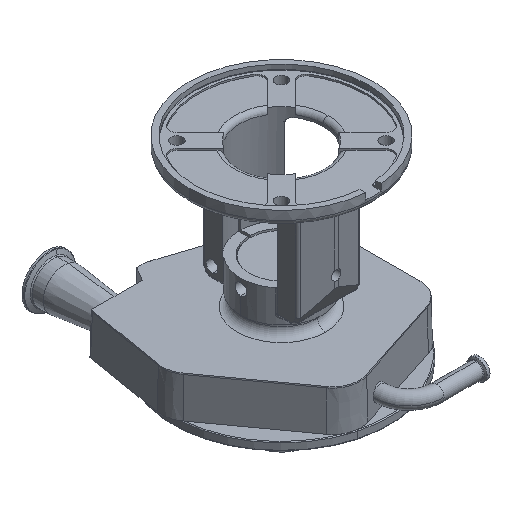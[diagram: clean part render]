
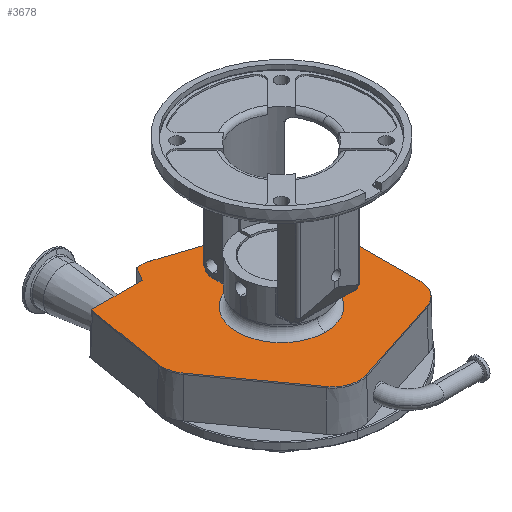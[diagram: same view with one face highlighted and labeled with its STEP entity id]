
A CAD part, isometric view. The second image highlights one B-rep face of the part: STEP entity #3678.
In plain terms, the highlighted planar face has unit normal (0, 0, 1).
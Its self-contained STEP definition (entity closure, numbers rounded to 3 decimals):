
#63 = CARTESIAN_POINT ( 'NONE',  ( 90.819, 90.363, -189. ) ) ;
#229 = CARTESIAN_POINT ( 'NONE',  ( 114.005, -58.286, -189. ) ) ;
#289 = DIRECTION ( 'NONE',  ( 0.95, -0.312, 0. ) ) ;
#295 = CIRCLE ( 'NONE', #3091, 33.406 ) ;
#377 = FACE_OUTER_BOUND ( 'NONE', #13241, .T. ) ;
#379 = DIRECTION ( 'NONE',  ( 0., -1., 0. ) ) ;
#670 = ORIENTED_EDGE ( 'NONE', *, *, #12461, .F. ) ;
#713 = ORIENTED_EDGE ( 'NONE', *, *, #10705, .F. ) ;
#776 = CARTESIAN_POINT ( 'NONE',  ( -144.448, -21.005, -189. ) ) ;
#1429 = ORIENTED_EDGE ( 'NONE', *, *, #11340, .F. ) ;
#1520 = VERTEX_POINT ( 'NONE', #10205 ) ;
#1651 = CARTESIAN_POINT ( 'NONE',  ( 0., -55., -189. ) ) ;
#2081 = VECTOR ( 'NONE', #9007, 1000. ) ;
#2422 = CARTESIAN_POINT ( 'NONE',  ( 80.599, -58.344, -189. ) ) ;
#2740 = ORIENTED_EDGE ( 'NONE', *, *, #2888, .F. ) ;
#2743 = DIRECTION ( 'NONE',  ( 0., -1., 0. ) ) ;
#2888 = EDGE_CURVE ( 'NONE', #9344, #10347, #10236, .T. ) ;
#3082 = DIRECTION ( 'NONE',  ( 0., -1., 0. ) ) ;
#3091 = AXIS2_PLACEMENT_3D ( 'NONE', #10279, #8160, #5973 ) ;
#3200 = VERTEX_POINT ( 'NONE', #7147 ) ;
#3424 = VERTEX_POINT ( 'NONE', #5281 ) ;
#3550 = CIRCLE ( 'NONE', #13425, 33.406 ) ;
#3643 = VERTEX_POINT ( 'NONE', #3870 ) ;
#3648 = VECTOR ( 'NONE', #11084, 1000. ) ;
#3678 = ADVANCED_FACE ( 'NONE', ( #11114, #377 ), #8842, .T. ) ;
#3685 = ORIENTED_EDGE ( 'NONE', *, *, #9062, .F. ) ;
#3870 = CARTESIAN_POINT ( 'NONE',  ( -139.035, 8.87, -189. ) ) ;
#3915 = CIRCLE ( 'NONE', #14260, 55. ) ;
#3974 = EDGE_CURVE ( 'NONE', #1520, #4534, #9456, .T. ) ;
#4232 = EDGE_CURVE ( 'NONE', #9120, #7318, #6974, .T. ) ;
#4239 = VERTEX_POINT ( 'NONE', #63 ) ;
#4301 = VERTEX_POINT ( 'NONE', #6306 ) ;
#4377 = DIRECTION ( 'NONE',  ( 0., 0., -1. ) ) ;
#4419 = VECTOR ( 'NONE', #13443, 1000. ) ;
#4534 = VERTEX_POINT ( 'NONE', #11490 ) ;
#4610 = DIRECTION ( 'NONE',  ( 0., -1., 0. ) ) ;
#4632 = LINE ( 'NONE', #229, #3648 ) ;
#4645 = CARTESIAN_POINT ( 'NONE',  ( 90.922, -90.115, -189. ) ) ;
#4856 = EDGE_CURVE ( 'NONE', #9344, #1520, #8935, .T. ) ;
#4951 = ORIENTED_EDGE ( 'NONE', *, *, #5742, .F. ) ;
#5025 = AXIS2_PLACEMENT_3D ( 'NONE', #5169, #5237, #2743 ) ;
#5169 = CARTESIAN_POINT ( 'NONE',  ( -30.912, -94.576, -189. ) ) ;
#5237 = DIRECTION ( 'NONE',  ( 0., 0., -1. ) ) ;
#5252 = VERTEX_POINT ( 'NONE', #11023 ) ;
#5281 = CARTESIAN_POINT ( 'NONE',  ( -132.709, -10.69, -189. ) ) ;
#5316 = CARTESIAN_POINT ( 'NONE',  ( 0., 0., -189. ) ) ;
#5327 = VECTOR ( 'NONE', #7522, 1000. ) ;
#5486 = CARTESIAN_POINT ( 'NONE',  ( 0., 175., -189. ) ) ;
#5579 = AXIS2_PLACEMENT_3D ( 'NONE', #5486, #12591, #8232 ) ;
#5733 = CIRCLE ( 'NONE', #5025, 33.406 ) ;
#5742 = EDGE_CURVE ( 'NONE', #10347, #4239, #6029, .T. ) ;
#5778 = ORIENTED_EDGE ( 'NONE', *, *, #4856, .T. ) ;
#5973 = DIRECTION ( 'NONE',  ( 0., -1., 0. ) ) ;
#5999 = EDGE_LOOP ( 'NONE', ( #3685, #8409 ) ) ;
#6029 = LINE ( 'NONE', #10330, #11783 ) ;
#6306 = CARTESIAN_POINT ( 'NONE',  ( -57.994, -114.136, -189. ) ) ;
#6519 = AXIS2_PLACEMENT_3D ( 'NONE', #11459, #7219, #6998 ) ;
#6838 = CARTESIAN_POINT ( 'NONE',  ( -105.628, 8.87, -189. ) ) ;
#6974 = LINE ( 'NONE', #13517, #4419 ) ;
#6998 = DIRECTION ( 'NONE',  ( 0., -1., 0. ) ) ;
#7147 = CARTESIAN_POINT ( 'NONE',  ( 0., 55., -189. ) ) ;
#7182 = AXIS2_PLACEMENT_3D ( 'NONE', #11032, #4377, #12089 ) ;
#7219 = DIRECTION ( 'NONE',  ( 0., 0., -1. ) ) ;
#7318 = VERTEX_POINT ( 'NONE', #10534 ) ;
#7414 = VERTEX_POINT ( 'NONE', #1651 ) ;
#7522 = DIRECTION ( 'NONE',  ( -0.586, 0.811, 0. ) ) ;
#7568 = AXIS2_PLACEMENT_3D ( 'NONE', #2422, #8234, #379 ) ;
#7752 = CIRCLE ( 'NONE', #10771, 55. ) ;
#7919 = VERTEX_POINT ( 'NONE', #12824 ) ;
#8109 = EDGE_CURVE ( 'NONE', #3643, #5252, #11129, .T. ) ;
#8160 = DIRECTION ( 'NONE',  ( 0., 0., -1. ) ) ;
#8198 = DIRECTION ( 'NONE',  ( 0., 0., 1. ) ) ;
#8232 = DIRECTION ( 'NONE',  ( 0., -1., 0. ) ) ;
#8234 = DIRECTION ( 'NONE',  ( 0., 0., -1. ) ) ;
#8361 = CIRCLE ( 'NONE', #6519, 4.77 ) ;
#8409 = ORIENTED_EDGE ( 'NONE', *, *, #9831, .F. ) ;
#8555 = EDGE_CURVE ( 'NONE', #9445, #7919, #4632, .T. ) ;
#8842 = PLANE ( 'NONE',  #5579 ) ;
#8935 = LINE ( 'NONE', #11068, #2081 ) ;
#9007 = DIRECTION ( 'NONE',  ( -0.5, -0.866, 0. ) ) ;
#9062 = EDGE_CURVE ( 'NONE', #7414, #3200, #3915, .T. ) ;
#9120 = VERTEX_POINT ( 'NONE', #4645 ) ;
#9344 = VERTEX_POINT ( 'NONE', #12361 ) ;
#9370 = DIRECTION ( 'NONE',  ( 0., -1., 0. ) ) ;
#9405 = EDGE_CURVE ( 'NONE', #10270, #4534, #8361, .T. ) ;
#9445 = VERTEX_POINT ( 'NONE', #12872 ) ;
#9456 = LINE ( 'NONE', #11600, #14535 ) ;
#9625 = CARTESIAN_POINT ( 'NONE',  ( -42.176, 98.881, -189. ) ) ;
#9664 = DIRECTION ( 'NONE',  ( 0.164, 0.987, 0. ) ) ;
#9831 = EDGE_CURVE ( 'NONE', #3200, #7414, #7752, .T. ) ;
#10205 = CARTESIAN_POINT ( 'NONE',  ( -58., 115., -189. ) ) ;
#10236 = CIRCLE ( 'NONE', #14050, 33.406 ) ;
#10270 = VERTEX_POINT ( 'NONE', #13332 ) ;
#10279 = CARTESIAN_POINT ( 'NONE',  ( 80.395, 58.625, -189. ) ) ;
#10330 = CARTESIAN_POINT ( 'NONE',  ( 125.679, 78.915, -189. ) ) ;
#10347 = VERTEX_POINT ( 'NONE', #12502 ) ;
#10534 = CARTESIAN_POINT ( 'NONE',  ( -20.589, -126.348, -189. ) ) ;
#10632 = DIRECTION ( 'NONE',  ( -1., 0., 0. ) ) ;
#10705 = EDGE_CURVE ( 'NONE', #3424, #3643, #3550, .T. ) ;
#10771 = AXIS2_PLACEMENT_3D ( 'NONE', #12559, #8198, #9370 ) ;
#10880 = LINE ( 'NONE', #13120, #5327 ) ;
#11023 = CARTESIAN_POINT ( 'NONE',  ( -138.584, 14.338, -189. ) ) ;
#11032 = CARTESIAN_POINT ( 'NONE',  ( -105.628, 8.87, -189. ) ) ;
#11068 = CARTESIAN_POINT ( 'NONE',  ( -17.519, 185.115, -189. ) ) ;
#11084 = DIRECTION ( 'NONE',  ( 0.002, -1., 0. ) ) ;
#11114 = FACE_BOUND ( 'NONE', #5999, .T. ) ;
#11129 = CIRCLE ( 'NONE', #7182, 33.406 ) ;
#11340 = EDGE_CURVE ( 'NONE', #7919, #9120, #12504, .T. ) ;
#11350 = EDGE_CURVE ( 'NONE', #4239, #9445, #295, .T. ) ;
#11459 = CARTESIAN_POINT ( 'NONE',  ( -117.56, 111.911, -189. ) ) ;
#11490 = CARTESIAN_POINT ( 'NONE',  ( -121.194, 115., -189. ) ) ;
#11600 = CARTESIAN_POINT ( 'NONE',  ( 0., 115., -189. ) ) ;
#11783 = VECTOR ( 'NONE', #289, 1000. ) ;
#12081 = DIRECTION ( 'NONE',  ( 0., -1., 0. ) ) ;
#12089 = DIRECTION ( 'NONE',  ( 0., -1., 0. ) ) ;
#12361 = CARTESIAN_POINT ( 'NONE',  ( -48.352, 131.711, -189. ) ) ;
#12461 = EDGE_CURVE ( 'NONE', #7318, #4301, #5733, .T. ) ;
#12502 = CARTESIAN_POINT ( 'NONE',  ( -31.752, 130.619, -189. ) ) ;
#12504 = CIRCLE ( 'NONE', #7568, 33.406 ) ;
#12559 = CARTESIAN_POINT ( 'NONE',  ( 0., 0., -189. ) ) ;
#12591 = DIRECTION ( 'NONE',  ( 0., 0., 1. ) ) ;
#12622 = ORIENTED_EDGE ( 'NONE', *, *, #13372, .F. ) ;
#12824 = CARTESIAN_POINT ( 'NONE',  ( 114.005, -58.286, -189. ) ) ;
#12836 = EDGE_CURVE ( 'NONE', #5252, #10270, #13223, .T. ) ;
#12872 = CARTESIAN_POINT ( 'NONE',  ( 113.801, 58.683, -189. ) ) ;
#13112 = DIRECTION ( 'NONE',  ( 0., 0., -1. ) ) ;
#13120 = CARTESIAN_POINT ( 'NONE',  ( -36.962, -143.255, -189. ) ) ;
#13166 = ORIENTED_EDGE ( 'NONE', *, *, #9405, .F. ) ;
#13223 = LINE ( 'NONE', #776, #14412 ) ;
#13241 = EDGE_LOOP ( 'NONE', ( #2740, #5778, #13564, #13166, #13871, #13951, #713, #12622, #670, #14087, #1429, #13950, #13317, #4951 ) ) ;
#13317 = ORIENTED_EDGE ( 'NONE', *, *, #11350, .F. ) ;
#13332 = CARTESIAN_POINT ( 'NONE',  ( -122.265, 112.692, -189. ) ) ;
#13372 = EDGE_CURVE ( 'NONE', #4301, #3424, #10880, .T. ) ;
#13425 = AXIS2_PLACEMENT_3D ( 'NONE', #6838, #14421, #4610 ) ;
#13443 = DIRECTION ( 'NONE',  ( -0.951, -0.309, 0. ) ) ;
#13517 = CARTESIAN_POINT ( 'NONE',  ( 90.922, -90.115, -189. ) ) ;
#13564 = ORIENTED_EDGE ( 'NONE', *, *, #3974, .T. ) ;
#13871 = ORIENTED_EDGE ( 'NONE', *, *, #12836, .F. ) ;
#13950 = ORIENTED_EDGE ( 'NONE', *, *, #8555, .F. ) ;
#13951 = ORIENTED_EDGE ( 'NONE', *, *, #8109, .F. ) ;
#14050 = AXIS2_PLACEMENT_3D ( 'NONE', #9625, #13112, #3082 ) ;
#14087 = ORIENTED_EDGE ( 'NONE', *, *, #4232, .F. ) ;
#14260 = AXIS2_PLACEMENT_3D ( 'NONE', #5316, #14308, #12081 ) ;
#14308 = DIRECTION ( 'NONE',  ( 0., 0., 1. ) ) ;
#14412 = VECTOR ( 'NONE', #9664, 1000. ) ;
#14421 = DIRECTION ( 'NONE',  ( 0., 0., -1. ) ) ;
#14535 = VECTOR ( 'NONE', #10632, 1000. ) ;
